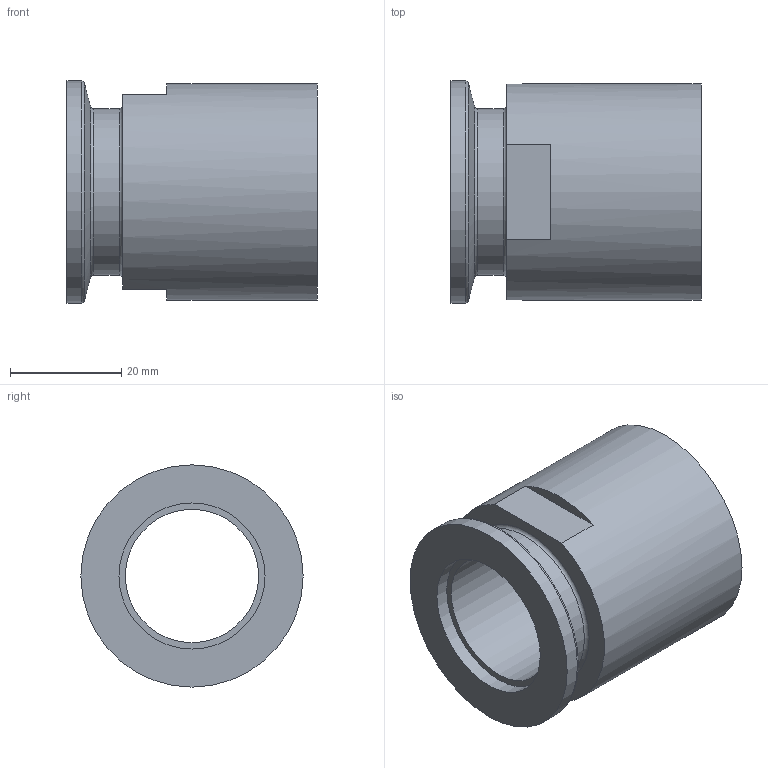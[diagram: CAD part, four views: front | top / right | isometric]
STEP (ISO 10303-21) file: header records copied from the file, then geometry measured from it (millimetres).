
FILE_DESCRIPTION (( 'STEP AP214' ), '1' );
FILE_NAME ('1KF25GF1-FULLVAC.STEP', '2024-12-11T14:51:41', ( '' ), ( '' ), 'SwSTEP 2.0', 'SolidWorks 2017', '' );
FILE_SCHEMA (( 'AUTOMOTIVE_DESIGN' ));
Length unit declared in the file: millimetre
Products named in the file (1): 1KF25GF1-FULLVAC
Bounding box: 45 x 40 x 40 mm (x, y, z)
Volume: 22138.9 mm3; surface area: 14541.9 mm2
Topology: 2 solids, 2 shells, 32 faces, 71 edges, 47 vertices
Faces by surface type: plane 12, cylinder 9, bspline 5, cone 3, torus 3
Full cylindrical faces by diameter (mm): 24 x2, 26.3 x1, 30 x1, 32 x1, 34 x1, 39 x1, 40 x1
Entity records: 5537 total; most frequent: CARTESIAN_POINT 4900, DIRECTION 116, ORIENTED_EDGE 104, AXIS2_PLACEMENT_3D 54, EDGE_LOOP 53, EDGE_CURVE 52, FACE_OUTER_BOUND 43, VERTEX_POINT 41
